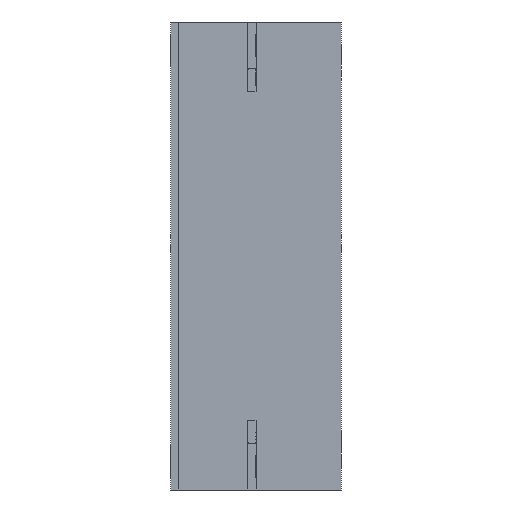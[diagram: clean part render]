
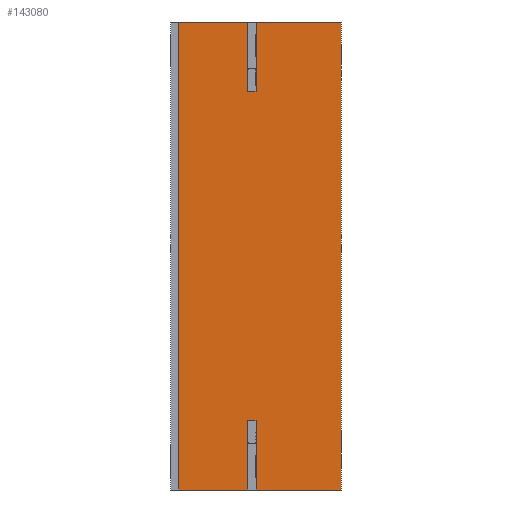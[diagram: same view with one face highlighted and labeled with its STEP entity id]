
A CAD part, left-side view. The second image highlights one B-rep face of the part: STEP entity #143080.
In plain terms, the highlighted free-form (B-spline) face has degree [1, 1] with [2, 2] control points.
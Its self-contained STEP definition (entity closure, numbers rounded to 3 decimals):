
#130150 = CARTESIAN_POINT ('', (-30., 42., -80.9));
#130160 = VERTEX_POINT ('', #130150);
#130220 = CARTESIAN_POINT ('', (-30., 44., -81.));
#130230 = VERTEX_POINT ('', #130220);
#130240 = CARTESIAN_POINT ('', (-30., 42., -80.9));
#130250 = CARTESIAN_POINT ('', (-30., 42.675, -80.968));
#130260 = CARTESIAN_POINT ('', (-30., 43.343, -81.));
#130270 = CARTESIAN_POINT ('', (-30., 44., -81.));
#130280 = (
   BOUNDED_CURVE ()
   B_SPLINE_CURVE (3, (#130240, #130250, #130260, #130270), .UNSPECIFIED., .F., .U.)
   B_SPLINE_CURVE_WITH_KNOTS ((4, 4), (0., 1.), .UNSPECIFIED.)
   CURVE ()
   GEOMETRIC_REPRESENTATION_ITEM ()
   RATIONAL_B_SPLINE_CURVE ((0.909, 0.938, 0.968, 1.))
   REPRESENTATION_ITEM ('')
);
#130290 = EDGE_CURVE ('', #130160, #130230, #130280, .T.);
#130310 = CARTESIAN_POINT ('', (-30., 46., -80.9));
#130320 = VERTEX_POINT ('', #130310);
#130330 = CARTESIAN_POINT ('', (-30., 44., -81.));
#130340 = CARTESIAN_POINT ('', (-30., 44.657, -81.));
#130350 = CARTESIAN_POINT ('', (-30., 45.325, -80.968));
#130360 = CARTESIAN_POINT ('', (-30., 46., -80.9));
#130370 = (
   BOUNDED_CURVE ()
   B_SPLINE_CURVE (3, (#130330, #130340, #130350, #130360), .UNSPECIFIED., .F., .U.)
   B_SPLINE_CURVE_WITH_KNOTS ((4, 4), (0., 1.), .UNSPECIFIED.)
   CURVE ()
   GEOMETRIC_REPRESENTATION_ITEM ()
   RATIONAL_B_SPLINE_CURVE ((1., 0.968, 0.938, 0.909))
   REPRESENTATION_ITEM ('')
);
#130380 = EDGE_CURVE ('', #130230, #130320, #130370, .T.);
#133730 = CARTESIAN_POINT ('', (-30., 46., 80.9));
#133740 = VERTEX_POINT ('', #133730);
#133750 = CARTESIAN_POINT ('', (-30., 44., 81.));
#133760 = VERTEX_POINT ('', #133750);
#133770 = CARTESIAN_POINT ('', (-30., 46., 80.9));
#133780 = CARTESIAN_POINT ('', (-30., 45.325, 80.968));
#133790 = CARTESIAN_POINT ('', (-30., 44.657, 81.));
#133800 = CARTESIAN_POINT ('', (-30., 44., 81.));
#133810 = (
   BOUNDED_CURVE ()
   B_SPLINE_CURVE (3, (#133770, #133780, #133790, #133800), .UNSPECIFIED., .F., .U.)
   B_SPLINE_CURVE_WITH_KNOTS ((4, 4), (0., 1.), .UNSPECIFIED.)
   CURVE ()
   GEOMETRIC_REPRESENTATION_ITEM ()
   RATIONAL_B_SPLINE_CURVE ((0.909, 0.938, 0.968, 1.))
   REPRESENTATION_ITEM ('')
);
#133820 = EDGE_CURVE ('', #133740, #133760, #133810, .T.);
#134160 = CARTESIAN_POINT ('', (-30., 42., 80.9));
#134170 = VERTEX_POINT ('', #134160);
#134180 = CARTESIAN_POINT ('', (-30., 44., 81.));
#134190 = CARTESIAN_POINT ('', (-30., 43.343, 81.));
#134200 = CARTESIAN_POINT ('', (-30., 42.675, 80.968));
#134210 = CARTESIAN_POINT ('', (-30., 42., 80.9));
#134220 = (
   BOUNDED_CURVE ()
   B_SPLINE_CURVE (3, (#134180, #134190, #134200, #134210), .UNSPECIFIED., .F., .U.)
   B_SPLINE_CURVE_WITH_KNOTS ((4, 4), (0., 1.), .UNSPECIFIED.)
   CURVE ()
   GEOMETRIC_REPRESENTATION_ITEM ()
   RATIONAL_B_SPLINE_CURVE ((1., 0.968, 0.938, 0.909))
   REPRESENTATION_ITEM ('')
);
#134230 = EDGE_CURVE ('', #133760, #134170, #134220, .T.);
#142310 = ORIENTED_EDGE ('', *, *, #130290, .F.);
#142320 = CARTESIAN_POINT ('', (-30., 42., -115.));
#142330 = VERTEX_POINT ('', #142320);
#142340 = CARTESIAN_POINT ('', (-30., 42., -80.9));
#142350 = CARTESIAN_POINT ('', (-30., 42., -115.));
#142360 = B_SPLINE_CURVE_WITH_KNOTS ('', 1, (#142340, #142350), .UNSPECIFIED., .F., .U., (2, 2), (0., 1.), .UNSPECIFIED.);
#142370 = EDGE_CURVE ('', #130160, #142330, #142360, .T.);
#142380 = ORIENTED_EDGE ('', *, *, #142370, .T.);
#142390 = CARTESIAN_POINT ('', (-30., 0., -115.));
#142400 = VERTEX_POINT ('', #142390);
#142410 = CARTESIAN_POINT ('', (-30., 42., -115.));
#142420 = CARTESIAN_POINT ('', (-30., 0., -115.));
#142430 = B_SPLINE_CURVE_WITH_KNOTS ('', 1, (#142410, #142420), .UNSPECIFIED., .F., .U., (2, 2), (0., 1.), .UNSPECIFIED.);
#142440 = EDGE_CURVE ('', #142330, #142400, #142430, .T.);
#142450 = ORIENTED_EDGE ('', *, *, #142440, .T.);
#142460 = CARTESIAN_POINT ('', (-30., 0., 115.));
#142470 = VERTEX_POINT ('', #142460);
#142480 = CARTESIAN_POINT ('', (-30., 0., -115.));
#142490 = CARTESIAN_POINT ('', (-30., 0., 115.));
#142500 = B_SPLINE_CURVE_WITH_KNOTS ('', 1, (#142480, #142490), .UNSPECIFIED., .F., .U., (2, 2), (0., 1.), .UNSPECIFIED.);
#142510 = EDGE_CURVE ('', #142400, #142470, #142500, .T.);
#142520 = ORIENTED_EDGE ('', *, *, #142510, .T.);
#142530 = CARTESIAN_POINT ('', (-30., 42., 115.));
#142540 = VERTEX_POINT ('', #142530);
#142550 = CARTESIAN_POINT ('', (-30., 42., 115.));
#142560 = CARTESIAN_POINT ('', (-30., 0., 115.));
#142570 = B_SPLINE_CURVE_WITH_KNOTS ('', 1, (#142550, #142560), .UNSPECIFIED., .F., .U., (2, 2), (0., 1.), .UNSPECIFIED.);
#142580 = EDGE_CURVE ('', #142540, #142470, #142570, .T.);
#142590 = ORIENTED_EDGE ('', *, *, #142580, .F.);
#142600 = CARTESIAN_POINT ('', (-30., 42., 115.));
#142610 = CARTESIAN_POINT ('', (-30., 42., 80.9));
#142620 = B_SPLINE_CURVE_WITH_KNOTS ('', 1, (#142600, #142610), .UNSPECIFIED., .F., .U., (2, 2), (0., 1.), .UNSPECIFIED.);
#142630 = EDGE_CURVE ('', #142540, #134170, #142620, .T.);
#142640 = ORIENTED_EDGE ('', *, *, #142630, .T.);
#142650 = ORIENTED_EDGE ('', *, *, #134230, .F.);
#142660 = ORIENTED_EDGE ('', *, *, #133820, .F.);
#142670 = CARTESIAN_POINT ('', (-30., 46., 115.));
#142680 = VERTEX_POINT ('', #142670);
#142690 = CARTESIAN_POINT ('', (-30., 46., 115.));
#142700 = CARTESIAN_POINT ('', (-30., 46., 80.9));
#142710 = B_SPLINE_CURVE_WITH_KNOTS ('', 1, (#142690, #142700), .UNSPECIFIED., .F., .U., (2, 2), (0., 1.), .UNSPECIFIED.);
#142720 = EDGE_CURVE ('', #142680, #133740, #142710, .T.);
#142730 = ORIENTED_EDGE ('', *, *, #142720, .F.);
#142740 = CARTESIAN_POINT ('', (-30., 80., 115.));
#142750 = VERTEX_POINT ('', #142740);
#142760 = CARTESIAN_POINT ('', (-30., 80., 115.));
#142770 = CARTESIAN_POINT ('', (-30., 46., 115.));
#142780 = B_SPLINE_CURVE_WITH_KNOTS ('', 1, (#142760, #142770), .UNSPECIFIED., .F., .U., (2, 2), (0., 1.), .UNSPECIFIED.);
#142790 = EDGE_CURVE ('', #142750, #142680, #142780, .T.);
#142800 = ORIENTED_EDGE ('', *, *, #142790, .F.);
#142810 = CARTESIAN_POINT ('', (-30., 80., -115.));
#142820 = VERTEX_POINT ('', #142810);
#142830 = CARTESIAN_POINT ('', (-30., 80., 115.));
#142840 = CARTESIAN_POINT ('', (-30., 80., -115.));
#142850 = B_SPLINE_CURVE_WITH_KNOTS ('', 1, (#142830, #142840), .UNSPECIFIED., .F., .U., (2, 2), (0., 1.), .UNSPECIFIED.);
#142860 = EDGE_CURVE ('', #142750, #142820, #142850, .T.);
#142870 = ORIENTED_EDGE ('', *, *, #142860, .T.);
#142880 = CARTESIAN_POINT ('', (-30., 46., -115.));
#142890 = VERTEX_POINT ('', #142880);
#142900 = CARTESIAN_POINT ('', (-30., 80., -115.));
#142910 = CARTESIAN_POINT ('', (-30., 46., -115.));
#142920 = B_SPLINE_CURVE_WITH_KNOTS ('', 1, (#142900, #142910), .UNSPECIFIED., .F., .U., (2, 2), (0., 1.), .UNSPECIFIED.);
#142930 = EDGE_CURVE ('', #142820, #142890, #142920, .T.);
#142940 = ORIENTED_EDGE ('', *, *, #142930, .T.);
#142950 = CARTESIAN_POINT ('', (-30., 46., -80.9));
#142960 = CARTESIAN_POINT ('', (-30., 46., -115.));
#142970 = B_SPLINE_CURVE_WITH_KNOTS ('', 1, (#142950, #142960), .UNSPECIFIED., .F., .U., (2, 2), (0., 1.), .UNSPECIFIED.);
#142980 = EDGE_CURVE ('', #130320, #142890, #142970, .T.);
#142990 = ORIENTED_EDGE ('', *, *, #142980, .F.);
#143000 = ORIENTED_EDGE ('', *, *, #130380, .F.);
#143010 = EDGE_LOOP ('', (#142310, #142380, #142450, #142520, #142590, #142640, #142650, #142660, #142730, #142800, #142870, #142940, #142990, #143000));
#143020 = FACE_OUTER_BOUND ('', #143010, .T.);
#143030 = CARTESIAN_POINT ('', (-30., 0., -115.));
#143040 = CARTESIAN_POINT ('', (-30., 80., -115.));
#143050 = CARTESIAN_POINT ('', (-30., 0., 115.));
#143060 = CARTESIAN_POINT ('', (-30., 80., 115.));
#143070 = B_SPLINE_SURFACE_WITH_KNOTS ('', 1, 1, ((#143030, #143040), (#143050, #143060)), .UNSPECIFIED., .F., .F., .U., (2, 2), (2, 2), (0., 1.), (0., 1.), .UNSPECIFIED.);
#143080 = ADVANCED_FACE ('', (#143020), #143070, .T.);
